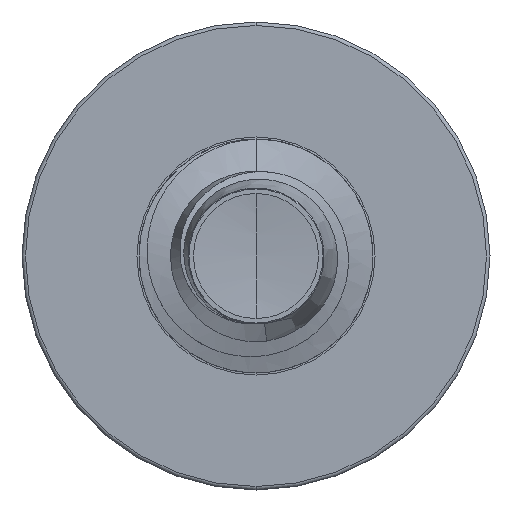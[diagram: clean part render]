
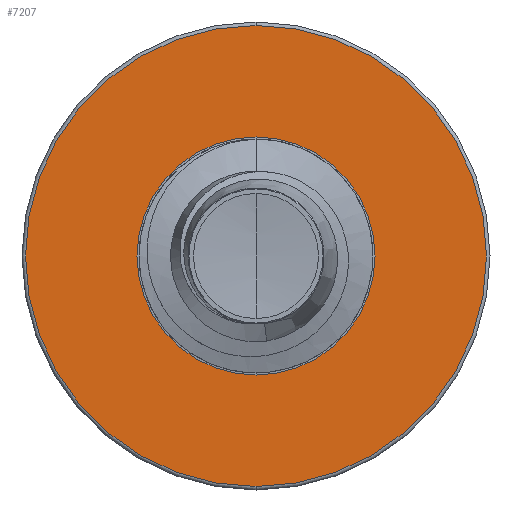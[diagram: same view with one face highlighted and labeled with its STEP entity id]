
A CAD part, front view. The second image highlights one B-rep face of the part: STEP entity #7207.
In plain terms, the highlighted planar face has unit normal (0, -1, 0).
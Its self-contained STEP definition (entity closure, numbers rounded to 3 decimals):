
#149 = VERTEX_POINT ( 'NONE', #9508 ) ;
#236 = EDGE_CURVE ( 'NONE', #5702, #8413, #8219, .T. ) ;
#292 = EDGE_CURVE ( 'NONE', #5738, #149, #8045, .T. ) ;
#611 = EDGE_CURVE ( 'NONE', #149, #5738, #7838, .T. ) ;
#883 = ORIENTED_EDGE ( 'NONE', *, *, #292, .T. ) ;
#1374 = AXIS2_PLACEMENT_3D ( 'NONE', #3082, #3004, #2995 ) ;
#2879 = CIRCLE ( 'NONE', #5218, 1.773 ) ;
#2995 = DIRECTION ( 'NONE',  ( 0., 0., 1. ) ) ;
#3004 = DIRECTION ( 'NONE',  ( 0., 1., 0. ) ) ;
#3023 = PLANE ( 'NONE',  #1374 ) ;
#3082 = CARTESIAN_POINT ( 'NONE',  ( 0., 3., -0.916 ) ) ;
#3288 = DIRECTION ( 'NONE',  ( 0., 1., 0. ) ) ;
#3886 = ORIENTED_EDGE ( 'NONE', *, *, #4937, .F. ) ;
#4342 = ORIENTED_EDGE ( 'NONE', *, *, #236, .F. ) ;
#4937 = EDGE_CURVE ( 'NONE', #8413, #5702, #2879, .T. ) ;
#5096 = CARTESIAN_POINT ( 'NONE',  ( 0., 3., 0. ) ) ;
#5131 = AXIS2_PLACEMENT_3D ( 'NONE', #5096, #3288, #8537 ) ;
#5218 = AXIS2_PLACEMENT_3D ( 'NONE', #8788, #8782, #8778 ) ;
#5437 = ORIENTED_EDGE ( 'NONE', *, *, #611, .T. ) ;
#5698 = AXIS2_PLACEMENT_3D ( 'NONE', #6352, #8781, #7671 ) ;
#5702 = VERTEX_POINT ( 'NONE', #6735 ) ;
#5738 = VERTEX_POINT ( 'NONE', #6732 ) ;
#5949 = DIRECTION ( 'NONE',  ( 0., 1., 0. ) ) ;
#6352 = CARTESIAN_POINT ( 'NONE',  ( 0., 3., 0. ) ) ;
#6669 = FACE_BOUND ( 'NONE', #9091, .T. ) ;
#6732 = CARTESIAN_POINT ( 'NONE',  ( 0., 3., -0.916 ) ) ;
#6735 = CARTESIAN_POINT ( 'NONE',  ( 0., 3., -1.773 ) ) ;
#7207 = ADVANCED_FACE ( 'NONE', ( #8449, #6669 ), #3023, .F. ) ;
#7671 = DIRECTION ( 'NONE',  ( 0., 0., 1. ) ) ;
#7838 = CIRCLE ( 'NONE', #8503, 0.916 ) ;
#8045 = CIRCLE ( 'NONE', #5698, 0.916 ) ;
#8219 = CIRCLE ( 'NONE', #5131, 1.773 ) ;
#8413 = VERTEX_POINT ( 'NONE', #9459 ) ;
#8449 = FACE_OUTER_BOUND ( 'NONE', #8785, .T. ) ;
#8503 = AXIS2_PLACEMENT_3D ( 'NONE', #9394, #5949, #8720 ) ;
#8537 = DIRECTION ( 'NONE',  ( 0., 0., 1. ) ) ;
#8720 = DIRECTION ( 'NONE',  ( 0., 0., 1. ) ) ;
#8778 = DIRECTION ( 'NONE',  ( 0., 0., 1. ) ) ;
#8781 = DIRECTION ( 'NONE',  ( 0., 1., 0. ) ) ;
#8782 = DIRECTION ( 'NONE',  ( 0., 1., 0. ) ) ;
#8785 = EDGE_LOOP ( 'NONE', ( #3886, #4342 ) ) ;
#8788 = CARTESIAN_POINT ( 'NONE',  ( 0., 3., 0. ) ) ;
#9091 = EDGE_LOOP ( 'NONE', ( #5437, #883 ) ) ;
#9394 = CARTESIAN_POINT ( 'NONE',  ( 0., 3., 0. ) ) ;
#9459 = CARTESIAN_POINT ( 'NONE',  ( 0., 3., 1.773 ) ) ;
#9508 = CARTESIAN_POINT ( 'NONE',  ( 0., 3., 0.916 ) ) ;
